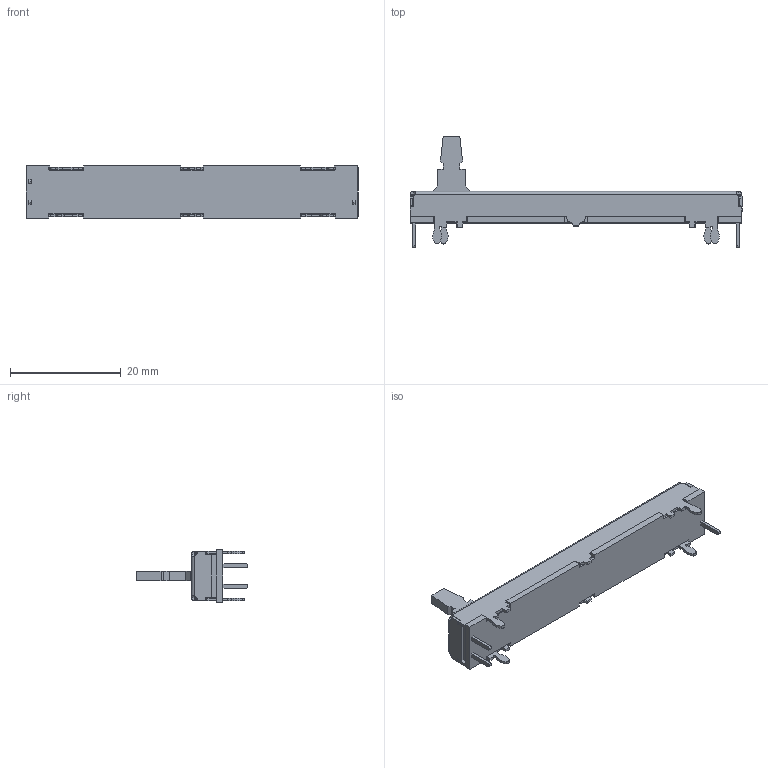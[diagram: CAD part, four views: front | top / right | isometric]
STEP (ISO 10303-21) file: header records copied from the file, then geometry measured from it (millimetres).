
FILE_DESCRIPTION (( 'STEP AP214' ), '1' );
FILE_NAME ('45310DP.STEP', '2021-12-28T11:50:13', ( '' ), ( '' ), 'SwSTEP 2.0', 'SolidWorks 2020', '' );
FILE_SCHEMA (( 'AUTOMOTIVE_DESIGN' ));
Length unit declared in the file: millimetre
Products named in the file (1): 45310DP
Bounding box: 60 x 20.2 x 9.4 mm (x, y, z)
Volume: 3056.6 mm3; surface area: 4957.3 mm2
Topology: 6 solids, 6 shells, 272 faces, 735 edges, 478 vertices
Faces by surface type: plane 180, cylinder 78, bspline 14
Entity records: 9808 total; most frequent: CARTESIAN_POINT 2948, ORIENTED_EDGE 1470, DIRECTION 1321, EDGE_CURVE 735, VECTOR 547, LINE 547, VERTEX_POINT 478, AXIS2_PLACEMENT_3D 387
